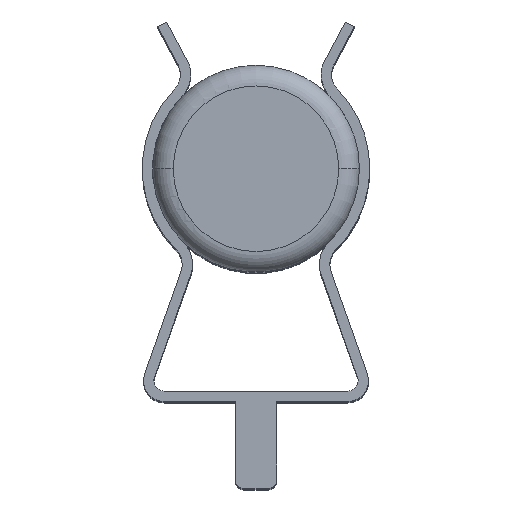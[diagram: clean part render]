
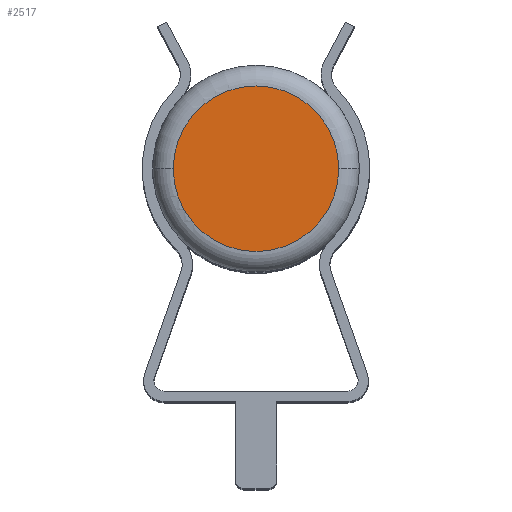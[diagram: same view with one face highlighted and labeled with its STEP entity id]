
A CAD part, top view. The second image highlights one B-rep face of the part: STEP entity #2517.
In plain terms, the highlighted planar face has unit normal (0, 0, 1).
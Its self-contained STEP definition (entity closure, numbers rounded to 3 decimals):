
#189 = EDGE_LOOP ( 'NONE', ( #3121, #3206 ) ) ;
#193 = DIRECTION ( 'NONE',  ( 1., 0., 0. ) ) ;
#244 = VERTEX_POINT ( 'NONE', #2633 ) ;
#602 = CIRCLE ( 'NONE', #2919, 4. ) ;
#689 = FACE_OUTER_BOUND ( 'NONE', #189, .T. ) ;
#735 = AXIS2_PLACEMENT_3D ( 'NONE', #3391, #3991, #193 ) ;
#743 = EDGE_CURVE ( 'NONE', #244, #1727, #602, .T. ) ;
#881 = EDGE_CURVE ( 'NONE', #1727, #244, #1342, .T. ) ;
#1342 = CIRCLE ( 'NONE', #735, 4. ) ;
#1596 = DIRECTION ( 'NONE',  ( 0., 0., 1. ) ) ;
#1727 = VERTEX_POINT ( 'NONE', #1828 ) ;
#1828 = CARTESIAN_POINT ( 'NONE',  ( 4., 0., 35.5 ) ) ;
#2218 = CARTESIAN_POINT ( 'NONE',  ( 0., 0., 35.5 ) ) ;
#2279 = PLANE ( 'NONE',  #3802 ) ;
#2375 = DIRECTION ( 'NONE',  ( 1., 0., 0. ) ) ;
#2517 = ADVANCED_FACE ( 'NONE', ( #689 ), #2279, .T. ) ;
#2633 = CARTESIAN_POINT ( 'NONE',  ( -4., 0., 35.5 ) ) ;
#2851 = DIRECTION ( 'NONE',  ( 1., 0., 0. ) ) ;
#2919 = AXIS2_PLACEMENT_3D ( 'NONE', #3557, #3310, #2375 ) ;
#3121 = ORIENTED_EDGE ( 'NONE', *, *, #881, .T. ) ;
#3206 = ORIENTED_EDGE ( 'NONE', *, *, #743, .T. ) ;
#3310 = DIRECTION ( 'NONE',  ( 0., 0., 1. ) ) ;
#3391 = CARTESIAN_POINT ( 'NONE',  ( 0., 0., 35.5 ) ) ;
#3557 = CARTESIAN_POINT ( 'NONE',  ( 0., 0., 35.5 ) ) ;
#3802 = AXIS2_PLACEMENT_3D ( 'NONE', #2218, #1596, #2851 ) ;
#3991 = DIRECTION ( 'NONE',  ( 0., 0., 1. ) ) ;
